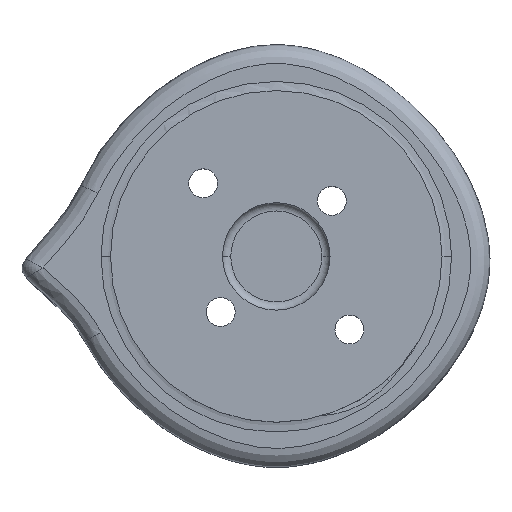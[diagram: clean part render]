
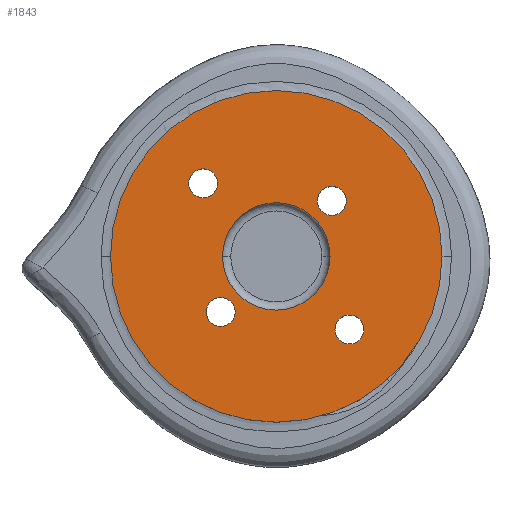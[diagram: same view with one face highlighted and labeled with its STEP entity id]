
A CAD part, top view. The second image highlights one B-rep face of the part: STEP entity #1843.
In plain terms, the highlighted planar face has unit normal (0, 0, 1).
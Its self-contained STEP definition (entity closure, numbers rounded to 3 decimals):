
#197 = ORIENTED_EDGE ( 'NONE', *, *, #2086, .F. ) ;
#236 = CARTESIAN_POINT ( 'NONE',  ( -20.05, 1., 28. ) ) ;
#337 = CARTESIAN_POINT ( 'NONE',  ( 6.718, 7.718, 28. ) ) ;
#365 = FACE_BOUND ( 'NONE', #5866, .T. ) ;
#380 = DIRECTION ( 'NONE',  ( 1., 0., 0. ) ) ;
#399 = FACE_BOUND ( 'NONE', #5993, .T. ) ;
#477 = DIRECTION ( 'NONE',  ( 1., 0., 0. ) ) ;
#594 = DIRECTION ( 'NONE',  ( 1., 0., 0. ) ) ;
#671 = CIRCLE ( 'NONE', #4312, 1.75 ) ;
#688 = DIRECTION ( 'NONE',  ( 1., 0., 0. ) ) ;
#703 = VERTEX_POINT ( 'NONE', #7115 ) ;
#738 = AXIS2_PLACEMENT_3D ( 'NONE', #4974, #3301, #5684 ) ;
#928 = AXIS2_PLACEMENT_3D ( 'NONE', #337, #1543, #2253 ) ;
#1065 = ORIENTED_EDGE ( 'NONE', *, *, #4912, .F. ) ;
#1125 = DIRECTION ( 'NONE',  ( 0., 0., 1. ) ) ;
#1207 = VERTEX_POINT ( 'NONE', #4010 ) ;
#1209 = DIRECTION ( 'NONE',  ( 1., 0., 0. ) ) ;
#1287 = CARTESIAN_POINT ( 'NONE',  ( 0., 1., 28. ) ) ;
#1288 = CARTESIAN_POINT ( 'NONE',  ( -7.089, 9.839, 28. ) ) ;
#1368 = DIRECTION ( 'NONE',  ( 0., 0., 1. ) ) ;
#1543 = DIRECTION ( 'NONE',  ( 0., 0., 1. ) ) ;
#1546 = CIRCLE ( 'NONE', #6299, 6.5 ) ;
#1578 = EDGE_LOOP ( 'NONE', ( #197, #1909 ) ) ;
#1594 = VERTEX_POINT ( 'NONE', #7417 ) ;
#1595 = DIRECTION ( 'NONE',  ( 1., 0., 0. ) ) ;
#1722 = DIRECTION ( 'NONE',  ( 0., 0., 1. ) ) ;
#1736 = ORIENTED_EDGE ( 'NONE', *, *, #7689, .F. ) ;
#1746 = AXIS2_PLACEMENT_3D ( 'NONE', #1287, #1368, #5366 ) ;
#1795 = EDGE_CURVE ( 'NONE', #703, #3895, #1546, .T. ) ;
#1843 = ADVANCED_FACE ( 'NONE', ( #365, #4555, #6471, #3390, #399, #6942 ), #5804, .T. ) ;
#1869 = AXIS2_PLACEMENT_3D ( 'NONE', #6536, #1722, #4113 ) ;
#1909 = ORIENTED_EDGE ( 'NONE', *, *, #4958, .F. ) ;
#2066 = CIRCLE ( 'NONE', #4563, 1.75 ) ;
#2086 = EDGE_CURVE ( 'NONE', #5927, #2714, #4941, .T. ) ;
#2167 = CARTESIAN_POINT ( 'NONE',  ( -10.589, 9.839, 28. ) ) ;
#2244 = CARTESIAN_POINT ( 'NONE',  ( 0., 1., 28. ) ) ;
#2253 = DIRECTION ( 'NONE',  ( 1., 0., 0. ) ) ;
#2274 = EDGE_LOOP ( 'NONE', ( #3065, #6457 ) ) ;
#2301 = CARTESIAN_POINT ( 'NONE',  ( 8.839, -7.839, 28. ) ) ;
#2404 = DIRECTION ( 'NONE',  ( 1., 0., 0. ) ) ;
#2506 = CIRCLE ( 'NONE', #738, 1.75 ) ;
#2584 = AXIS2_PLACEMENT_3D ( 'NONE', #3587, #7143, #594 ) ;
#2714 = VERTEX_POINT ( 'NONE', #6450 ) ;
#2796 = EDGE_LOOP ( 'NONE', ( #2823, #4838 ) ) ;
#2823 = ORIENTED_EDGE ( 'NONE', *, *, #4854, .F. ) ;
#2841 = VERTEX_POINT ( 'NONE', #7273 ) ;
#2896 = ORIENTED_EDGE ( 'NONE', *, *, #3151, .F. ) ;
#3065 = ORIENTED_EDGE ( 'NONE', *, *, #5010, .T. ) ;
#3117 = CARTESIAN_POINT ( 'NONE',  ( -4.968, -5.718, 28. ) ) ;
#3151 = EDGE_CURVE ( 'NONE', #5235, #1207, #4316, .T. ) ;
#3243 = CARTESIAN_POINT ( 'NONE',  ( 10.589, -7.839, 28. ) ) ;
#3301 = DIRECTION ( 'NONE',  ( 0., 0., 1. ) ) ;
#3353 = CARTESIAN_POINT ( 'NONE',  ( 0., 1., 28. ) ) ;
#3390 = FACE_BOUND ( 'NONE', #7331, .T. ) ;
#3429 = VERTEX_POINT ( 'NONE', #1288 ) ;
#3575 = ORIENTED_EDGE ( 'NONE', *, *, #6865, .F. ) ;
#3583 = AXIS2_PLACEMENT_3D ( 'NONE', #2244, #6393, #5104 ) ;
#3587 = CARTESIAN_POINT ( 'NONE',  ( -6.718, -5.718, 28. ) ) ;
#3617 = DIRECTION ( 'NONE',  ( 1., 0., 0. ) ) ;
#3759 = CIRCLE ( 'NONE', #1869, 1.75 ) ;
#3807 = CIRCLE ( 'NONE', #4431, 1.75 ) ;
#3895 = VERTEX_POINT ( 'NONE', #5475 ) ;
#3986 = CARTESIAN_POINT ( 'NONE',  ( 0., 1., 28. ) ) ;
#3992 = CARTESIAN_POINT ( 'NONE',  ( 8.468, 7.718, 28. ) ) ;
#4010 = CARTESIAN_POINT ( 'NONE',  ( 4.968, 7.718, 28. ) ) ;
#4027 = DIRECTION ( 'NONE',  ( 0., 0., 1. ) ) ;
#4042 = CARTESIAN_POINT ( 'NONE',  ( -8.839, 9.839, 28. ) ) ;
#4049 = EDGE_CURVE ( 'NONE', #3895, #703, #6728, .T. ) ;
#4113 = DIRECTION ( 'NONE',  ( 1., 0., 0. ) ) ;
#4249 = AXIS2_PLACEMENT_3D ( 'NONE', #2301, #4027, #1595 ) ;
#4312 = AXIS2_PLACEMENT_3D ( 'NONE', #4042, #4821, #3617 ) ;
#4316 = CIRCLE ( 'NONE', #928, 1.75 ) ;
#4431 = AXIS2_PLACEMENT_3D ( 'NONE', #4811, #7711, #1209 ) ;
#4555 = FACE_BOUND ( 'NONE', #1578, .T. ) ;
#4563 = AXIS2_PLACEMENT_3D ( 'NONE', #6424, #7098, #2404 ) ;
#4811 = CARTESIAN_POINT ( 'NONE',  ( 6.718, 7.718, 28. ) ) ;
#4821 = DIRECTION ( 'NONE',  ( 0., 0., 1. ) ) ;
#4825 = ORIENTED_EDGE ( 'NONE', *, *, #1795, .F. ) ;
#4838 = ORIENTED_EDGE ( 'NONE', *, *, #5096, .F. ) ;
#4854 = EDGE_CURVE ( 'NONE', #5504, #1594, #2066, .T. ) ;
#4912 = EDGE_CURVE ( 'NONE', #5899, #3429, #2506, .T. ) ;
#4941 = CIRCLE ( 'NONE', #2584, 1.75 ) ;
#4958 = EDGE_CURVE ( 'NONE', #2714, #5927, #3759, .T. ) ;
#4974 = CARTESIAN_POINT ( 'NONE',  ( -8.839, 9.839, 28. ) ) ;
#5010 = EDGE_CURVE ( 'NONE', #7104, #2841, #6122, .T. ) ;
#5096 = EDGE_CURVE ( 'NONE', #1594, #5504, #6497, .T. ) ;
#5104 = DIRECTION ( 'NONE',  ( 1., 0., 0. ) ) ;
#5107 = EDGE_CURVE ( 'NONE', #2841, #7104, #5747, .T. ) ;
#5235 = VERTEX_POINT ( 'NONE', #3992 ) ;
#5366 = DIRECTION ( 'NONE',  ( 1., 0., 0. ) ) ;
#5475 = CARTESIAN_POINT ( 'NONE',  ( -6.5, 1., 28. ) ) ;
#5504 = VERTEX_POINT ( 'NONE', #3243 ) ;
#5684 = DIRECTION ( 'NONE',  ( 1., 0., 0. ) ) ;
#5747 = CIRCLE ( 'NONE', #7244, 20.05 ) ;
#5804 = PLANE ( 'NONE',  #3583 ) ;
#5866 = EDGE_LOOP ( 'NONE', ( #4825, #7046 ) ) ;
#5899 = VERTEX_POINT ( 'NONE', #2167 ) ;
#5927 = VERTEX_POINT ( 'NONE', #3117 ) ;
#5993 = EDGE_LOOP ( 'NONE', ( #1736, #1065 ) ) ;
#6122 = CIRCLE ( 'NONE', #1746, 20.05 ) ;
#6299 = AXIS2_PLACEMENT_3D ( 'NONE', #3353, #7566, #477 ) ;
#6393 = DIRECTION ( 'NONE',  ( 0., 0., 1. ) ) ;
#6424 = CARTESIAN_POINT ( 'NONE',  ( 8.839, -7.839, 28. ) ) ;
#6450 = CARTESIAN_POINT ( 'NONE',  ( -8.468, -5.718, 28. ) ) ;
#6457 = ORIENTED_EDGE ( 'NONE', *, *, #5107, .T. ) ;
#6471 = FACE_BOUND ( 'NONE', #2796, .T. ) ;
#6492 = CARTESIAN_POINT ( 'NONE',  ( 0., 1., 28. ) ) ;
#6497 = CIRCLE ( 'NONE', #4249, 1.75 ) ;
#6536 = CARTESIAN_POINT ( 'NONE',  ( -6.718, -5.718, 28. ) ) ;
#6728 = CIRCLE ( 'NONE', #7726, 6.5 ) ;
#6865 = EDGE_CURVE ( 'NONE', #1207, #5235, #3807, .T. ) ;
#6883 = DIRECTION ( 'NONE',  ( 0., 0., 1. ) ) ;
#6942 = FACE_OUTER_BOUND ( 'NONE', #2274, .T. ) ;
#7046 = ORIENTED_EDGE ( 'NONE', *, *, #4049, .F. ) ;
#7098 = DIRECTION ( 'NONE',  ( 0., 0., 1. ) ) ;
#7104 = VERTEX_POINT ( 'NONE', #236 ) ;
#7115 = CARTESIAN_POINT ( 'NONE',  ( 6.5, 1., 28. ) ) ;
#7143 = DIRECTION ( 'NONE',  ( 0., 0., 1. ) ) ;
#7244 = AXIS2_PLACEMENT_3D ( 'NONE', #6492, #1125, #688 ) ;
#7273 = CARTESIAN_POINT ( 'NONE',  ( 20.05, 1., 28. ) ) ;
#7331 = EDGE_LOOP ( 'NONE', ( #2896, #3575 ) ) ;
#7417 = CARTESIAN_POINT ( 'NONE',  ( 7.089, -7.839, 28. ) ) ;
#7566 = DIRECTION ( 'NONE',  ( 0., 0., 1. ) ) ;
#7689 = EDGE_CURVE ( 'NONE', #3429, #5899, #671, .T. ) ;
#7711 = DIRECTION ( 'NONE',  ( 0., 0., 1. ) ) ;
#7726 = AXIS2_PLACEMENT_3D ( 'NONE', #3986, #6883, #380 ) ;
